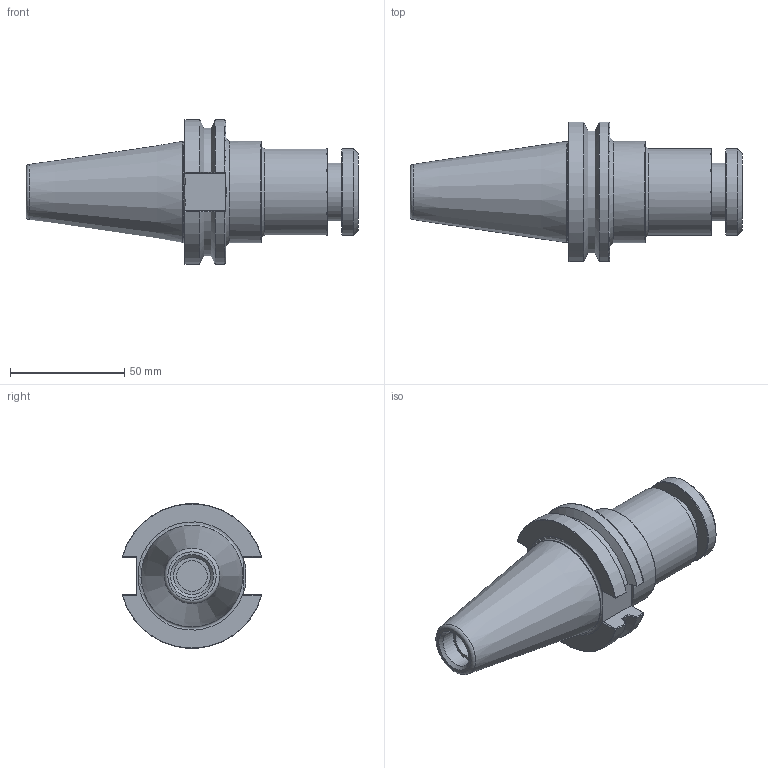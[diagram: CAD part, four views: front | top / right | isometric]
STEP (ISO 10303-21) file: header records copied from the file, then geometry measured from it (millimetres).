
FILE_DESCRIPTION(/* description */ (''),/* implementation_level */ '2;1');
FILE_NAME(/* name */ 'CAT40-SSA1.0-2.5D-REV1.stp',/* time_stamp */ '2017-02-09T21:24:10-06:00',/* author */ ('Me'),/* organization */ (''),/* preprocessor_version */ 'ST-DEVELOPER v15.6',/* originating_system */ 'Autodesk Inventor 2015',/* authorisation */ '');
FILE_SCHEMA (('AUTOMOTIVE_DESIGN { 1 0 10303 214 3 1 1 }'));
Length unit declared in the file: centimetre
Products named in the file (1): CAT40-SSA1.0-2.5D-REV1
Bounding box: 145.59 x 61.14 x 63.26 mm (x, y, z)
Volume: 168210.8 mm3; surface area: 33950.2 mm2
Topology: 1 solids, 2 shells, 150 faces, 381 edges, 246 vertices
Faces by surface type: plane 88, cylinder 21, cone 16, bspline 16, torus 9
Full cylindrical faces by diameter (mm): 8.382 x1, 9.525 x1, 9.931 x1, 11.113 x1, 13.386 x2, 14.122 x1, 14.681 x1, 16.256 x1, 25.397 x1, 25.4 x1, 38.1 x2, 44.45 x2
Entity records: 5080 total; most frequent: CARTESIAN_POINT 1576, ORIENTED_EDGE 682, DIRECTION 623, EDGE_CURVE 341, VERTEX_POINT 238, AXIS2_PLACEMENT_3D 222, EDGE_LOOP 193, LINE 179
